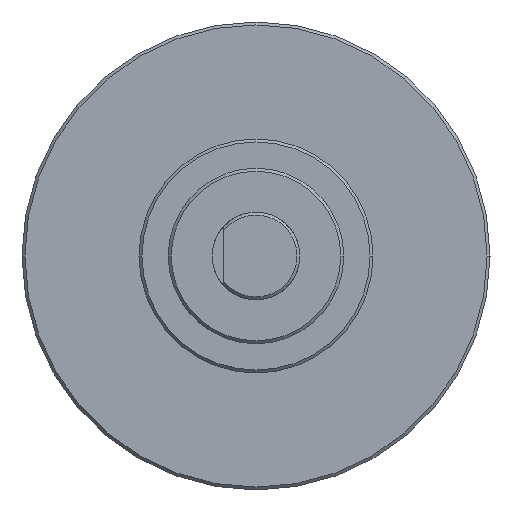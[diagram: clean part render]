
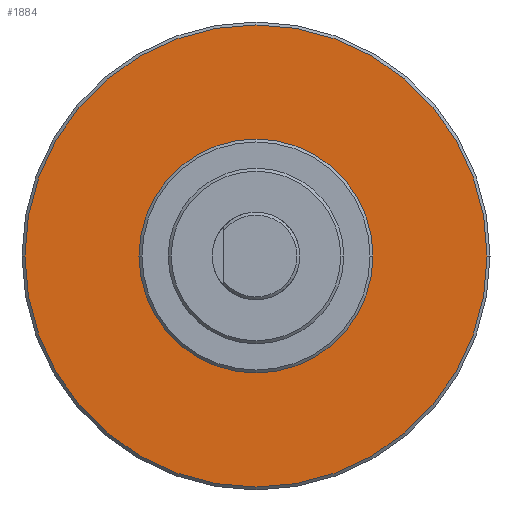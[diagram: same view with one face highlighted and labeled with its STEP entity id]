
A CAD part, left-side view. The second image highlights one B-rep face of the part: STEP entity #1884.
In plain terms, the highlighted planar face has unit normal (-1, 0, 0).
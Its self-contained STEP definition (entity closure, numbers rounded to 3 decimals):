
#415=CARTESIAN_POINT('',(-9.9,0.,0.));
#416=DIRECTION('',(-1.,0.,0.));
#417=DIRECTION('',(0.,1.,0.));
#418=AXIS2_PLACEMENT_3D('',#415,#416,#417);
#420=CARTESIAN_POINT('',(-9.9,0.,0.));
#421=DIRECTION('',(-1.,0.,0.));
#422=DIRECTION('',(0.,-1.,0.));
#423=AXIS2_PLACEMENT_3D('',#420,#421,#422);
#456=CARTESIAN_POINT('',(-9.9,0.,0.));
#457=DIRECTION('',(-1.,0.,0.));
#458=DIRECTION('',(0.,1.,0.));
#459=AXIS2_PLACEMENT_3D('',#456,#457,#458);
#488=CARTESIAN_POINT('',(-9.9,0.,0.));
#489=DIRECTION('',(1.,0.,0.));
#490=DIRECTION('',(0.,1.,0.));
#491=AXIS2_PLACEMENT_3D('',#488,#489,#490);
#1266=CARTESIAN_POINT('',(-9.9,2.,0.));
#1267=CARTESIAN_POINT('',(-9.9,-2.,0.));
#1268=VERTEX_POINT('',#1266);
#1269=VERTEX_POINT('',#1267);
#1302=CARTESIAN_POINT('',(-9.9,3.95,0.));
#1303=CARTESIAN_POINT('',(-9.9,-3.95,0.));
#1304=VERTEX_POINT('',#1302);
#1305=VERTEX_POINT('',#1303);
#1868=CARTESIAN_POINT('',(-9.9,0.,0.));
#1869=DIRECTION('',(1.,0.,0.));
#1870=DIRECTION('',(0.,-1.,0.));
#1871=AXIS2_PLACEMENT_3D('',#1868,#1869,#1870);
#1872=PLANE('',#1871);
#1874=ORIENTED_EDGE('',*,*,#1873,.F.);
#1875=ORIENTED_EDGE('',*,*,#1858,.F.);
#1876=EDGE_LOOP('',(#1874,#1875));
#1877=FACE_OUTER_BOUND('',#1876,.F.);
#1879=ORIENTED_EDGE('',*,*,#1878,.T.);
#1881=ORIENTED_EDGE('',*,*,#1880,.F.);
#1882=EDGE_LOOP('',(#1879,#1881));
#1883=FACE_BOUND('',#1882,.F.);
#1884=ADVANCED_FACE('',(#1877,#1883),#1872,.F.);
#419=CIRCLE('',#418,3.95);
#424=CIRCLE('',#423,3.95);
#460=CIRCLE('',#459,2.);
#492=CIRCLE('',#491,2.);
#1858=EDGE_CURVE('',#1305,#1304,#424,.T.);
#1873=EDGE_CURVE('',#1304,#1305,#419,.T.);
#1878=EDGE_CURVE('',#1268,#1269,#460,.T.);
#1880=EDGE_CURVE('',#1268,#1269,#492,.T.);
